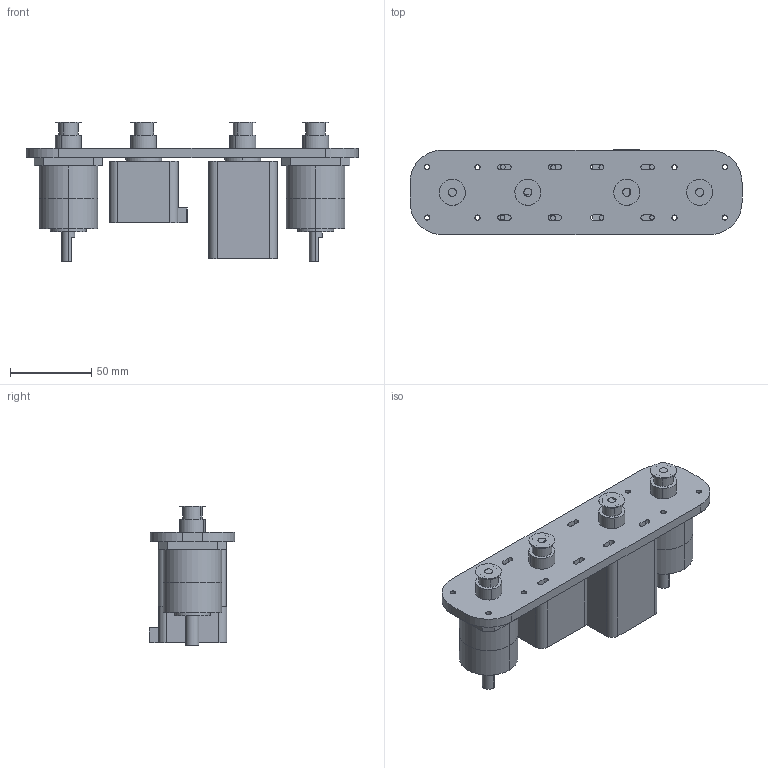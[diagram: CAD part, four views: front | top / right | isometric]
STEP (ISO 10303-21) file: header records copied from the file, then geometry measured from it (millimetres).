
FILE_DESCRIPTION (( 'STEP AP214' ), '1' );
FILE_NAME ('Öá1-new.STEP', '2024-06-29T07:41:57', ( '' ), ( '' ), 'SwSTEP 2.0', 'SolidWorks 2021', '' );
FILE_SCHEMA (( 'AUTOMOTIVE_DESIGN' ));
Length unit declared in the file: millimetre
Products named in the file (7): 42祭輛萇儂-60mm詢; 42祭輛萇儂-38mm詢; 42行星减速器-三级-38.5mm高-51,71,99.5; 轴1地板-234mm×52mm-亚力克; 嫖粣; 同步轮-2gt-内5mm-外16mm-齿直径12mm-高16mm; 粣1-new
Assembly tree (11 placements, depth 2):
  粣1-new
    轴1地板-234mm×52mm-亚力克
    42祭輛萇儂-38mm詢
    42祭輛萇儂-60mm詢
    42行星减速器-三级-38.5mm高-51,71,99.5  x2
    嫖粣  x2
    同步轮-2gt-内5mm-外16mm-齿直径12mm-高16mm  x4
Bounding box: 204 x 52.55 x 86 mm (x, y, z)
Volume: 334227.7 mm3; surface area: 76855 mm2
Topology: 11 solids, 11 shells, 332 faces, 782 edges, 520 vertices
Faces by surface type: cylinder 198, plane 134
Entity records: 7830 total; most frequent: DIRECTION 1334, CARTESIAN_POINT 1191, ORIENTED_EDGE 1136, EDGE_CURVE 568, AXIS2_PLACEMENT_3D 521, VERTEX_POINT 378, EDGE_LOOP 310, VECTOR 292
